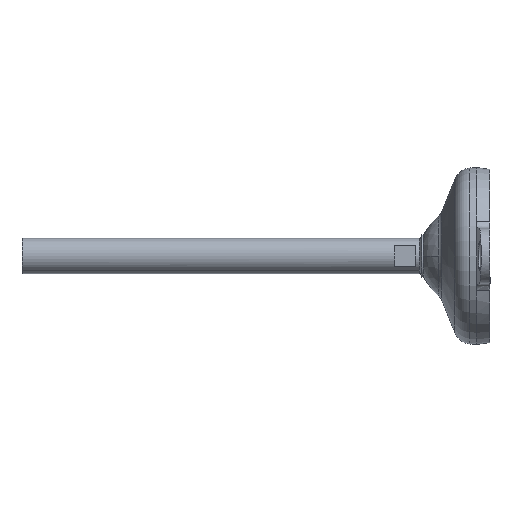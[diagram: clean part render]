
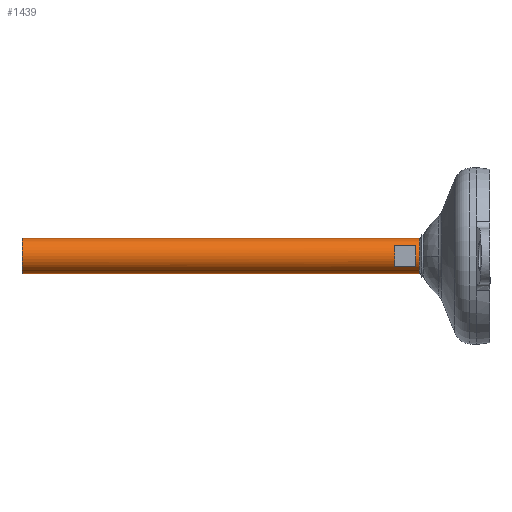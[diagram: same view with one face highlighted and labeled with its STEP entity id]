
A CAD part, left-side view. The second image highlights one B-rep face of the part: STEP entity #1439.
In plain terms, the highlighted cylindrical face has radius 8 mm (diameter 16 mm), a partial arc.
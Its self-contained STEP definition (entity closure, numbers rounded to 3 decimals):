
#12 = DIRECTION ( 'NONE',  ( 0., -1., 0. ) ) ;
#46 = LINE ( 'NONE', #167, #64 ) ;
#64 = VECTOR ( 'NONE', #1376, 1000. ) ;
#69 = CARTESIAN_POINT ( 'NONE',  ( -6.5, 43., 4.664 ) ) ;
#70 = AXIS2_PLACEMENT_3D ( 'NONE', #811, #399, #931 ) ;
#74 = ORIENTED_EDGE ( 'NONE', *, *, #1400, .T. ) ;
#81 = DIRECTION ( 'NONE',  ( 0., -1., 0. ) ) ;
#88 = DIRECTION ( 'NONE',  ( 0., -1., 0. ) ) ;
#95 = CIRCLE ( 'NONE', #1410, 8. ) ;
#102 = AXIS2_PLACEMENT_3D ( 'NONE', #837, #1655, #333 ) ;
#128 = AXIS2_PLACEMENT_3D ( 'NONE', #678, #12, #545 ) ;
#167 = CARTESIAN_POINT ( 'NONE',  ( -6.5, 0., -4.664 ) ) ;
#202 = EDGE_CURVE ( 'NONE', #1374, #546, #263, .T. ) ;
#204 = AXIS2_PLACEMENT_3D ( 'NONE', #357, #81, #1559 ) ;
#214 = DIRECTION ( 'NONE',  ( 0., 1., 0. ) ) ;
#240 = EDGE_CURVE ( 'NONE', #1694, #772, #95, .T. ) ;
#256 = CARTESIAN_POINT ( 'NONE',  ( 0., 32., -8. ) ) ;
#263 = CIRCLE ( 'NONE', #204, 8. ) ;
#278 = EDGE_CURVE ( 'NONE', #1189, #1694, #46, .T. ) ;
#298 = EDGE_CURVE ( 'NONE', #477, #1374, #565, .T. ) ;
#314 = FACE_BOUND ( 'NONE', #1000, .T. ) ;
#333 = DIRECTION ( 'NONE',  ( 0., 0., -1. ) ) ;
#337 = DIRECTION ( 'NONE',  ( 0., 0., 1. ) ) ;
#357 = CARTESIAN_POINT ( 'NONE',  ( 0., 32., 0. ) ) ;
#399 = DIRECTION ( 'NONE',  ( 0., -1., 0. ) ) ;
#431 = CARTESIAN_POINT ( 'NONE',  ( 0., 0., -8. ) ) ;
#465 = CARTESIAN_POINT ( 'NONE',  ( 0., 211.5, 8. ) ) ;
#477 = VERTEX_POINT ( 'NONE', #465 ) ;
#545 = DIRECTION ( 'NONE',  ( 0., 0., -1. ) ) ;
#546 = VERTEX_POINT ( 'NONE', #256 ) ;
#564 = LINE ( 'NONE', #431, #1549 ) ;
#565 = LINE ( 'NONE', #1166, #1695 ) ;
#591 = LINE ( 'NONE', #997, #708 ) ;
#649 = ORIENTED_EDGE ( 'NONE', *, *, #298, .F. ) ;
#660 = ORIENTED_EDGE ( 'NONE', *, *, #864, .T. ) ;
#678 = CARTESIAN_POINT ( 'NONE',  ( 0., 211.5, 0. ) ) ;
#708 = VECTOR ( 'NONE', #88, 1000. ) ;
#737 = EDGE_CURVE ( 'NONE', #996, #546, #564, .T. ) ;
#772 = VERTEX_POINT ( 'NONE', #69 ) ;
#782 = CARTESIAN_POINT ( 'NONE',  ( -6.5, 33.5, -4.664 ) ) ;
#811 = CARTESIAN_POINT ( 'NONE',  ( 0., 33.5, 0. ) ) ;
#837 = CARTESIAN_POINT ( 'NONE',  ( 0., 0., 0. ) ) ;
#849 = CYLINDRICAL_SURFACE ( 'NONE', #102, 8. ) ;
#864 = EDGE_CURVE ( 'NONE', #772, #1037, #591, .T. ) ;
#931 = DIRECTION ( 'NONE',  ( 0., 0., -1. ) ) ;
#962 = DIRECTION ( 'NONE',  ( 0., -1., 0. ) ) ;
#996 = VERTEX_POINT ( 'NONE', #1630 ) ;
#997 = CARTESIAN_POINT ( 'NONE',  ( -6.5, 0., 4.664 ) ) ;
#1000 = EDGE_LOOP ( 'NONE', ( #1615, #1672, #660, #74 ) ) ;
#1037 = VERTEX_POINT ( 'NONE', #1616 ) ;
#1066 = EDGE_CURVE ( 'NONE', #477, #996, #1577, .T. ) ;
#1086 = EDGE_LOOP ( 'NONE', ( #649, #1448, #1259, #1708 ) ) ;
#1166 = CARTESIAN_POINT ( 'NONE',  ( 0., 0., 8. ) ) ;
#1189 = VERTEX_POINT ( 'NONE', #782 ) ;
#1250 = FACE_OUTER_BOUND ( 'NONE', #1086, .T. ) ;
#1259 = ORIENTED_EDGE ( 'NONE', *, *, #737, .T. ) ;
#1305 = DIRECTION ( 'NONE',  ( 0., -1., 0. ) ) ;
#1331 = CARTESIAN_POINT ( 'NONE',  ( 0., 32., 8. ) ) ;
#1374 = VERTEX_POINT ( 'NONE', #1331 ) ;
#1376 = DIRECTION ( 'NONE',  ( 0., 1., 0. ) ) ;
#1400 = EDGE_CURVE ( 'NONE', #1037, #1189, #1669, .T. ) ;
#1410 = AXIS2_PLACEMENT_3D ( 'NONE', #1540, #214, #337 ) ;
#1439 = ADVANCED_FACE ( 'NONE', ( #1250, #314 ), #849, .T. ) ;
#1448 = ORIENTED_EDGE ( 'NONE', *, *, #1066, .T. ) ;
#1540 = CARTESIAN_POINT ( 'NONE',  ( 0., 43., 0. ) ) ;
#1544 = CARTESIAN_POINT ( 'NONE',  ( -6.5, 43., -4.664 ) ) ;
#1549 = VECTOR ( 'NONE', #962, 1000. ) ;
#1559 = DIRECTION ( 'NONE',  ( 0., 0., -1. ) ) ;
#1577 = CIRCLE ( 'NONE', #128, 8. ) ;
#1615 = ORIENTED_EDGE ( 'NONE', *, *, #278, .T. ) ;
#1616 = CARTESIAN_POINT ( 'NONE',  ( -6.5, 33.5, 4.664 ) ) ;
#1630 = CARTESIAN_POINT ( 'NONE',  ( 0., 211.5, -8. ) ) ;
#1655 = DIRECTION ( 'NONE',  ( 0., -1., 0. ) ) ;
#1669 = CIRCLE ( 'NONE', #70, 8. ) ;
#1672 = ORIENTED_EDGE ( 'NONE', *, *, #240, .T. ) ;
#1694 = VERTEX_POINT ( 'NONE', #1544 ) ;
#1695 = VECTOR ( 'NONE', #1305, 1000. ) ;
#1708 = ORIENTED_EDGE ( 'NONE', *, *, #202, .F. ) ;
